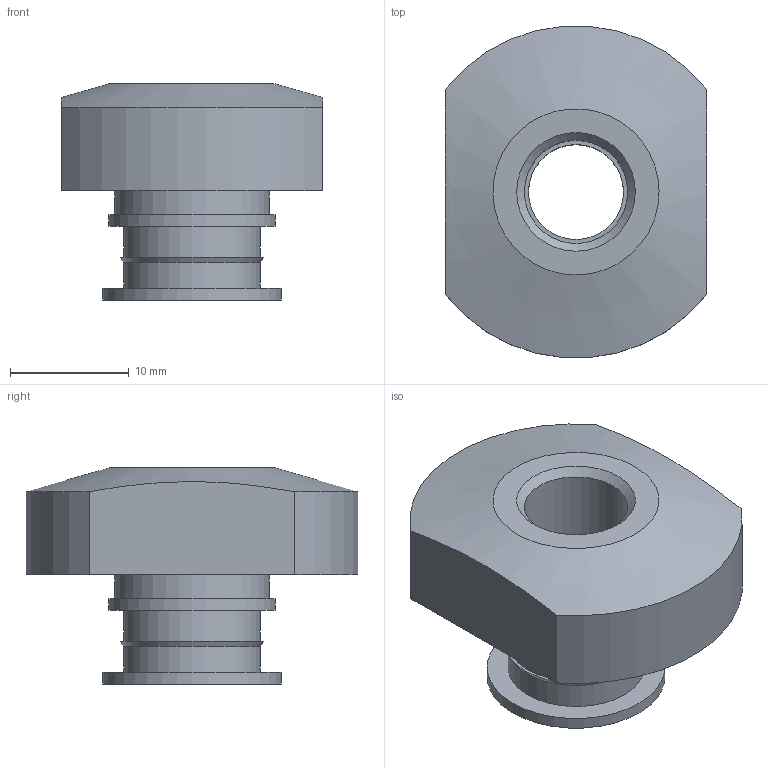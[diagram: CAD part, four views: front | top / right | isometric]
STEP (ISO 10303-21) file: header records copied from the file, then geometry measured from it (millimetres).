
FILE_DESCRIPTION((''),'2;1');
FILE_NAME('','2001-09-26T16:18:37+00:00',('Andreas Norlén'),( 'PIAB AB'),'','SolidEdge','');
FILE_SCHEMA(('CONFIG_CONTROL_DESIGN'));
Length unit declared in the file: millimetre
Bounding box: 22 x 27.91 x 18.2 mm (x, y, z)
Volume: 4649.8 mm3; surface area: 2647.4 mm2
Topology: 1 solids, 1 shells, 22 faces, 40 edges, 26 vertices
Faces by surface type: plane 10, cylinder 9, cone 3
Full cylindrical faces by diameter (mm): 8 x1, 8.7 x1, 11.5 x2, 13 x1, 14 x1, 15 x1
Entity records: 699 total; most frequent: CARTESIAN_POINT 208, DIRECTION 88, ORIENTED_EDGE 58, AXIS2_PLACEMENT_3D 41, EDGE_LOOP 40, EDGE_CURVE 29, VERTEX_POINT 25, ADVANCED_FACE 22
